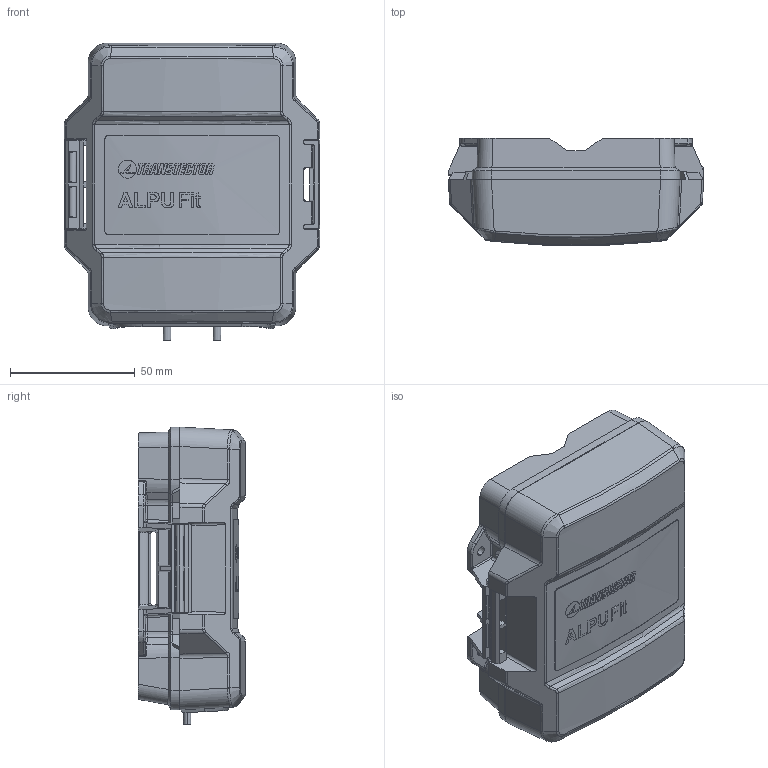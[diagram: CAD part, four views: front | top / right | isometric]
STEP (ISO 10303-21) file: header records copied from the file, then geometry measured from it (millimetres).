
FILE_DESCRIPTION (( 'STEP AP214' ), '1' );
FILE_NAME ('ALPU-F140-E.STEP', '2019-01-16T19:42:53', ( '' ), ( '' ), 'SwSTEP 2.0', 'SolidWorks 2018', '' );
FILE_SCHEMA (( 'AUTOMOTIVE_DESIGN' ));
Length unit declared in the file: millimetre
Products named in the file (14): ALPU-F140-E; 2003-3457; 5320-076; 5320-075-2; 5320-075; Copy of TRISTAR M50 x 375S^5320-075; 5320-075-1; 5320-075-2_DASH Fit; 5320-076_DASH Fit; 5320-075-1_DASH Fit
Assembly tree (10 placements, depth 3):
  ALPU-F140-E
    5320-075
      5320-075-1_DASH Fit
      5320-075-2_DASH Fit
      Copy of TRISTAR M50 x 375S^5320-075
    5320-076_DASH Fit
    2003-3457
  2003-3457
  5320-076
  ALPU-F140-E
    5320-075
      5320-075-2
      Copy of TRISTAR M50 x 375S^5320-075
      5320-075-1
Bounding box: 102.18 x 42.94 x 119.24 mm (x, y, z)
Volume: 109282.9 mm3; surface area: 94896.8 mm2
Topology: 5 solids, 5 shells, 2262 faces, 6070 edges, 3887 vertices
Faces by surface type: plane 1007, bspline 652, cylinder 442, cone 126, torus 23, sphere 12
Entity records: 108505 total; most frequent: CARTESIAN_POINT 52258, ORIENTED_EDGE 12118, DIRECTION 7797, EDGE_CURVE 6059, VERTEX_POINT 3877, LINE 2785, VECTOR 2785, AXIS2_PLACEMENT_3D 2506
